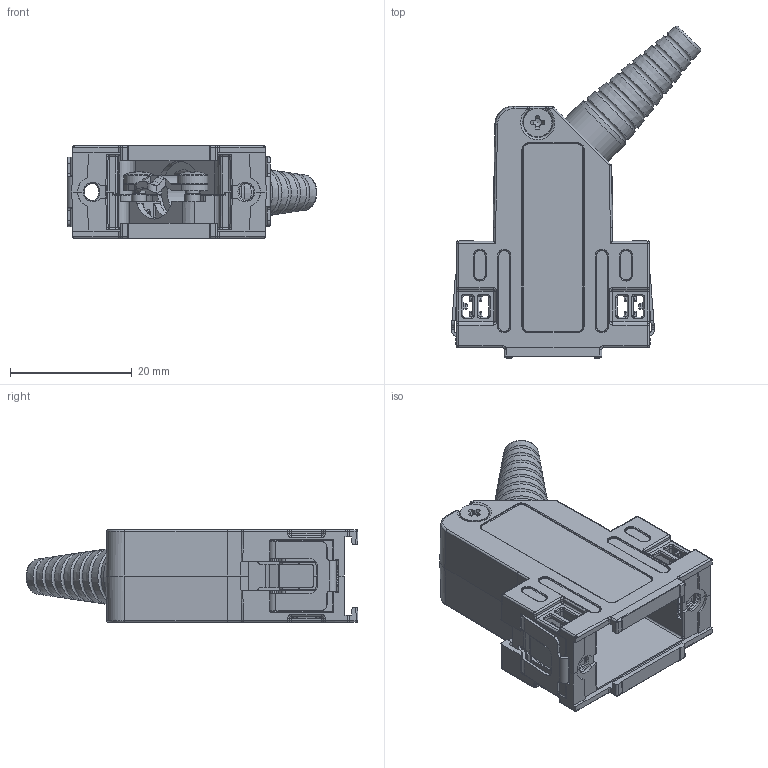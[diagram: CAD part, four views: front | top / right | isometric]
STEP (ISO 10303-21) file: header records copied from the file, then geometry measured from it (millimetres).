
FILE_DESCRIPTION(/* description */ (''),/* implementation_level */ '2;1');
FILE_NAME(/* name */ '2470900DCN001-BG_01.stp',/* time_stamp */ '2023-03-22T10:23:13+01:00',/* author */ (''),/* organization */ (''),/* preprocessor_version */ 'ST-DEVELOPER v19.3',/* originating_system */ 'SIEMENS PLM Software NX2212.3001',/* authorisation */ '');
FILE_SCHEMA (('AUTOMOTIVE_DESIGN { 1 0 10303 214 3 1 1 1 }'));
Products named in the file (8): 51FE-T_01_Einbau; 56625W; 2170010-T_02_Kabelklemme_Gr1; 5659DC; 2170050-T_01_KT_GR1; 247094DCN-T_04_OT_PVH_Steg; 247093DCN-T_04_UT_PVH_Steg; 2470900DCN001-BG_01
Assembly tree (9 placements, depth 2):
  2470900DCN001-BG_01
    247093DCN-T_04_UT_PVH_Steg
    247094DCN-T_04_OT_PVH_Steg
    2170050-T_01_KT_GR1
    5659DC
    2170010-T_02_Kabelklemme_Gr1
    56625W  x2
    51FE-T_01_Einbau  x2
Bounding box: 40.94 x 54.45 x 15.2 mm (x, y, z)
Volume: 6469.7 mm3; surface area: 10722.4 mm2
Topology: 9 solids, 9 shells, 2172 faces, 5465 edges, 3144 vertices
Faces by surface type: cylinder 865, plane 635, bspline 316, sphere 188, cone 85, torus 83
Full cylindrical faces by diameter (mm): 2.2 x2, 2.3 x1, 2.5 x3, 2.6 x2, 3.2 x2, 4.7 x1, 5 x2, 7.5 x1, 10 x1
Entity records: 65562 total; most frequent: CARTESIAN_POINT 18844, DIRECTION 10007, ORIENTED_EDGE 9682, EDGE_CURVE 4841, AXIS2_PLACEMENT_3D 3844, VERTEX_POINT 2875, LINE 2319, VECTOR 2319
